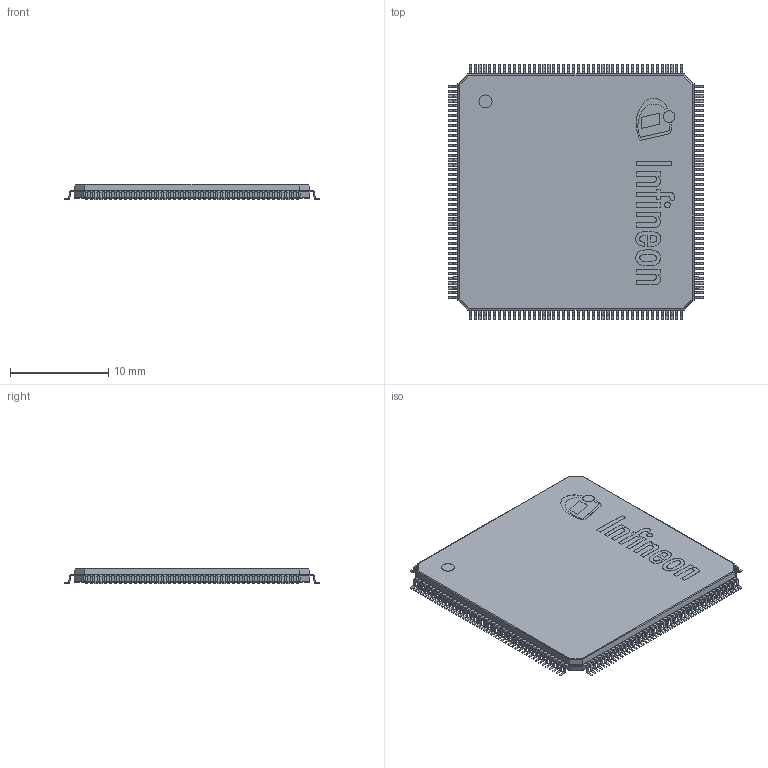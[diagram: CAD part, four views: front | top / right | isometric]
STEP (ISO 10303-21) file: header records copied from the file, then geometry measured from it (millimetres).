
FILE_DESCRIPTION(/* description */ (''),/* implementation_level */ '2;1');
FILE_NAME(/* name */ 'PG-LQFP-176-14_Z8B00010189_V05_3D.stp',/* time_stamp */ '2021-09-01T16:24:10+06:00',/* author */ ('janartha'),/* organization */ (''),/* preprocessor_version */ 'ST-DEVELOPER v16.13',/* originating_system */ 'AutoCAD Mechanical',/* authorisation */ '');
FILE_SCHEMA (('AUTOMOTIVE_DESIGN { 1 0 10303 214 3 1 1 }'));
Products named in the file (1): Product
Bounding box: 26 x 26 x 1.61 mm (x, y, z)
Volume: 831.4 mm3; surface area: 3800 mm2
Topology: 192 solids, 192 shells, 2626 faces, 6707 edges, 4466 vertices
Faces by surface type: plane 1883, cylinder 725, bspline 18
Full cylindrical faces by diameter (mm): 0.588 x1, 1.183 x1, 1.329 x2
Entity records: 79181 total; most frequent: CARTESIAN_POINT 14222, ORIENTED_EDGE 13406, DIRECTION 13319, EDGE_CURVE 6703, LINE 5233, VECTOR 5233, VERTEX_POINT 4466, AXIS2_PLACEMENT_3D 4043
